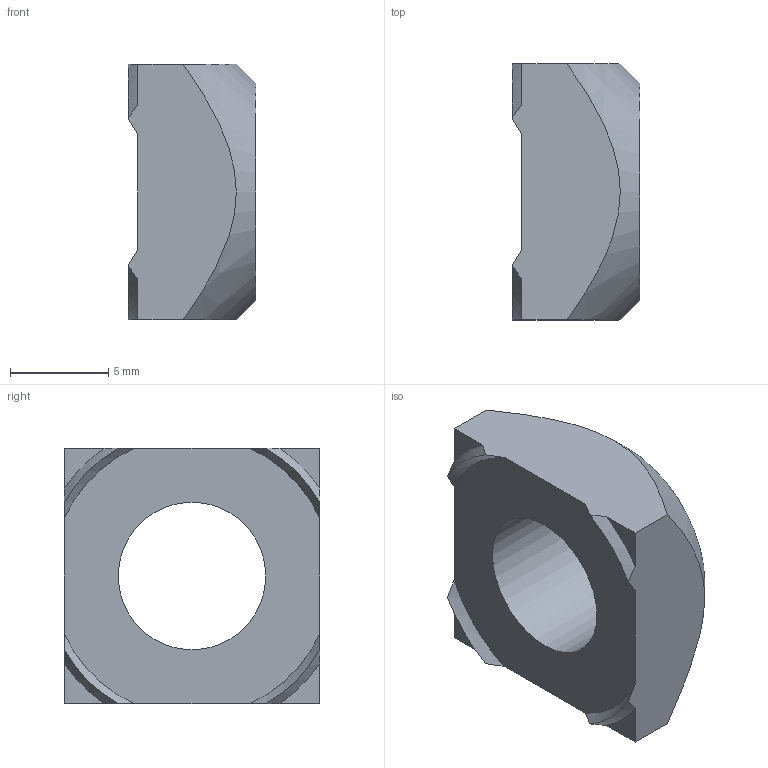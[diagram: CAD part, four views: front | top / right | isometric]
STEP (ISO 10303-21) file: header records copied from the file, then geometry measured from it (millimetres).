
FILE_DESCRIPTION(/* description */ (''),/* implementation_level */ '2;1');
FILE_NAME(/* name */ '210800ESD.stp',/* time_stamp */ '2022-09-20T13:30:34+02:00',/* author */ ('aluteckkpl_tw'),/* organization */ (''),/* preprocessor_version */ 'ST-DEVELOPER v18.1',/* originating_system */ 'Autodesk Inventor 2021',/* authorisation */ '');
FILE_SCHEMA (('AUTOMOTIVE_DESIGN { 1 0 10303 214 3 1 1 }'));
Length unit declared in the file: millimetre
Products named in the file (1): 210800ESD-ZP
Bounding box: 6.5 x 13 x 13 mm (x, y, z)
Volume: 666.6 mm3; surface area: 642.7 mm2
Topology: 1 solids, 1 shells, 20 faces, 56 edges, 38 vertices
Faces by surface type: plane 10, cone 9, cylinder 1
Full cylindrical faces by diameter (mm): 7.5 x1
Entity records: 686 total; most frequent: CARTESIAN_POINT 157, ORIENTED_EDGE 112, DIRECTION 94, EDGE_CURVE 56, VERTEX_POINT 38, AXIS2_PLACEMENT_3D 38, EDGE_LOOP 22, FACE_OUTER_BOUND 20
